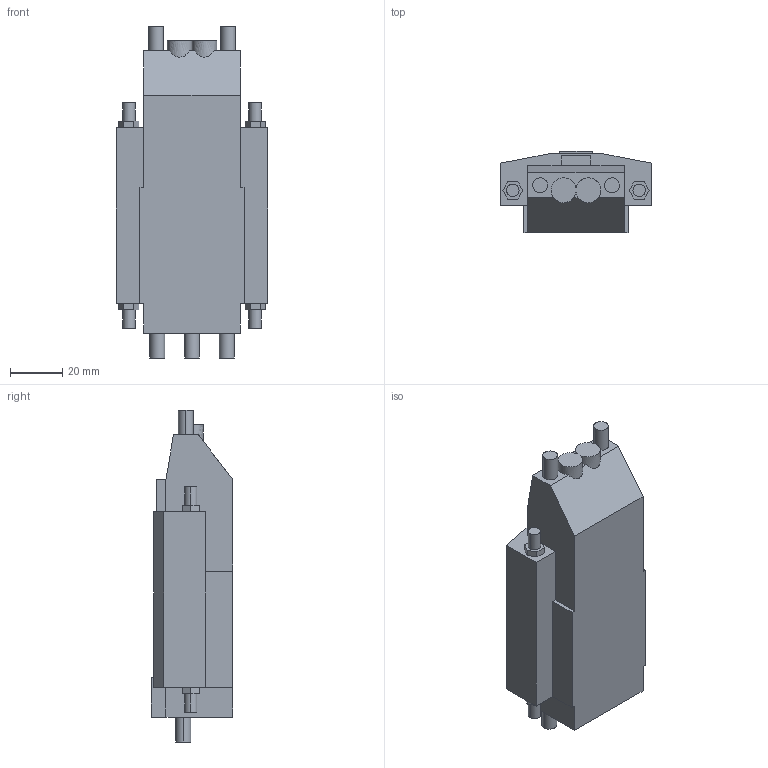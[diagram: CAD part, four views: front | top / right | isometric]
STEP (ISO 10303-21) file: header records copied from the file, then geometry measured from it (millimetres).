
FILE_DESCRIPTION(('FreeCAD Model'),'2;1');
FILE_NAME('Open CASCADE Shape Model','2025-05-04T01:42:45',('FreeCAD'),( 'FreeCAD'),'Open CASCADE STEP processor 7.6','FreeCAD','Unknown');
FILE_SCHEMA(('AUTOMOTIVE_DESIGN { 1 0 10303 214 1 1 1 1 }'));
Length unit declared in the file: millimetre
Products named in the file (1): Open CASCADE STEP translator 7.6 1
Bounding box: 57.74 x 31.24 x 126.84 mm (x, y, z)
Volume: 136666.3 mm3; surface area: 20708.8 mm2
Topology: 1 solids, 1 shells, 97 faces, 244 edges, 162 vertices
Faces by surface type: bspline 97
Entity records: 2803 total; most frequent: CARTESIAN_POINT 1301, ORIENTED_EDGE 488, EDGE_CURVE 244, B_SPLINE_CURVE_WITH_KNOTS 198, VERTEX_POINT 162, FACE_BOUND 110, EDGE_LOOP 110, ADVANCED_FACE 97
